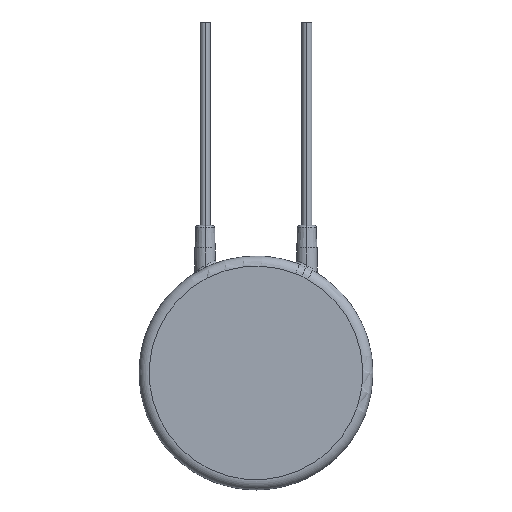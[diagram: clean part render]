
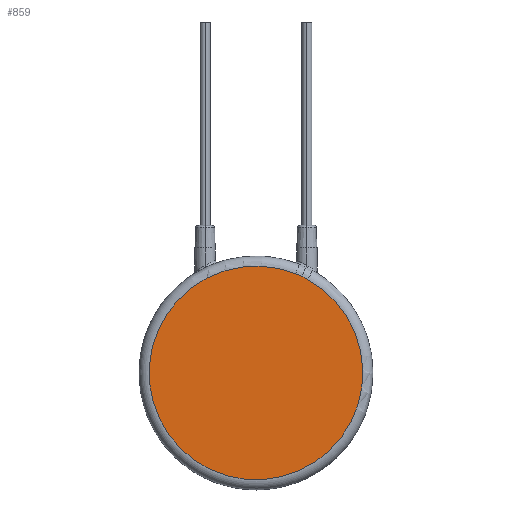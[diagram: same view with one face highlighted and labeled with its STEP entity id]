
A CAD part, top view. The second image highlights one B-rep face of the part: STEP entity #859.
In plain terms, the highlighted planar face has unit normal (0, 0, 1).
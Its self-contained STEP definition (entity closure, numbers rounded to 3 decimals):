
#54=CARTESIAN_POINT('',(0.,0.,5.));
#55=DIRECTION('',(0.,0.,1.));
#56=DIRECTION('',(0.371,0.929,0.));
#57=AXIS2_PLACEMENT_3D('',#54,#55,#56);
#184=CARTESIAN_POINT('',(4.494,9.508,5.));
#185=CARTESIAN_POINT('',(4.465,9.522,5.));
#186=CARTESIAN_POINT('',(4.408,9.548,5.));
#187=CARTESIAN_POINT('',(4.336,9.579,5.));
#188=CARTESIAN_POINT('',(4.27,9.606,5.));
#189=CARTESIAN_POINT('',(4.209,9.63,5.));
#190=CARTESIAN_POINT('',(4.149,9.653,5.));
#191=CARTESIAN_POINT('',(4.087,9.677,5.));
#192=CARTESIAN_POINT('',(4.023,9.701,5.));
#193=CARTESIAN_POINT('',(3.958,9.726,5.));
#194=CARTESIAN_POINT('',(3.914,9.743,5.));
#195=CARTESIAN_POINT('',(3.892,9.752,5.));
#197=CARTESIAN_POINT('',(5.082,9.188,5.));
#198=CARTESIAN_POINT('',(5.056,9.202,5.));
#199=CARTESIAN_POINT('',(5.005,9.231,5.));
#200=CARTESIAN_POINT('',(4.931,9.274,5.));
#201=CARTESIAN_POINT('',(4.857,9.316,5.));
#202=CARTESIAN_POINT('',(4.78,9.36,5.));
#203=CARTESIAN_POINT('',(4.697,9.406,5.));
#204=CARTESIAN_POINT('',(4.604,9.455,5.));
#205=CARTESIAN_POINT('',(4.532,9.49,5.));
#206=CARTESIAN_POINT('',(4.494,9.508,5.));
#593=CARTESIAN_POINT('',(5.082,9.188,5.));
#594=VERTEX_POINT('',#593);
#597=VERTEX_POINT('',#206);
#606=CARTESIAN_POINT('',(3.892,9.752,5.));
#607=VERTEX_POINT('',#606);
#848=CARTESIAN_POINT('',(0.,0.,5.));
#849=DIRECTION('',(0.,0.,1.));
#850=DIRECTION('',(1.,0.,0.));
#851=AXIS2_PLACEMENT_3D('',#848,#849,#850);
#852=PLANE('',#851);
#853=ORIENTED_EDGE('',*,*,#666,.F.);
#855=ORIENTED_EDGE('',*,*,#854,.F.);
#856=ORIENTED_EDGE('',*,*,#840,.F.);
#857=EDGE_LOOP('',(#853,#855,#856));
#858=FACE_OUTER_BOUND('',#857,.F.);
#58=CIRCLE('',#57,10.5);
#196=B_SPLINE_CURVE_WITH_KNOTS('',3,(#184,#185,#186,#187,#188,#189,#190,#191,
#192,#193,#194,#195),.UNSPECIFIED.,.F.,.F.,(4,1,1,1,1,1,1,1,1,4),(0.,
0.111,0.222,0.333,0.444,
0.556,0.667,0.778,0.889,1.),
.UNSPECIFIED.);
#207=B_SPLINE_CURVE_WITH_KNOTS('',3,(#197,#198,#199,#200,#201,#202,#203,#204,
#205,#206),.UNSPECIFIED.,.F.,.F.,(4,1,1,1,1,1,1,4),(0.,0.143,
0.286,0.429,0.571,0.714,
0.857,1.),.UNSPECIFIED.);
#666=EDGE_CURVE('',#607,#594,#58,.T.);
#840=EDGE_CURVE('',#594,#597,#207,.T.);
#854=EDGE_CURVE('',#597,#607,#196,.T.);
#859=ADVANCED_FACE('',(#858),#852,.T.);
